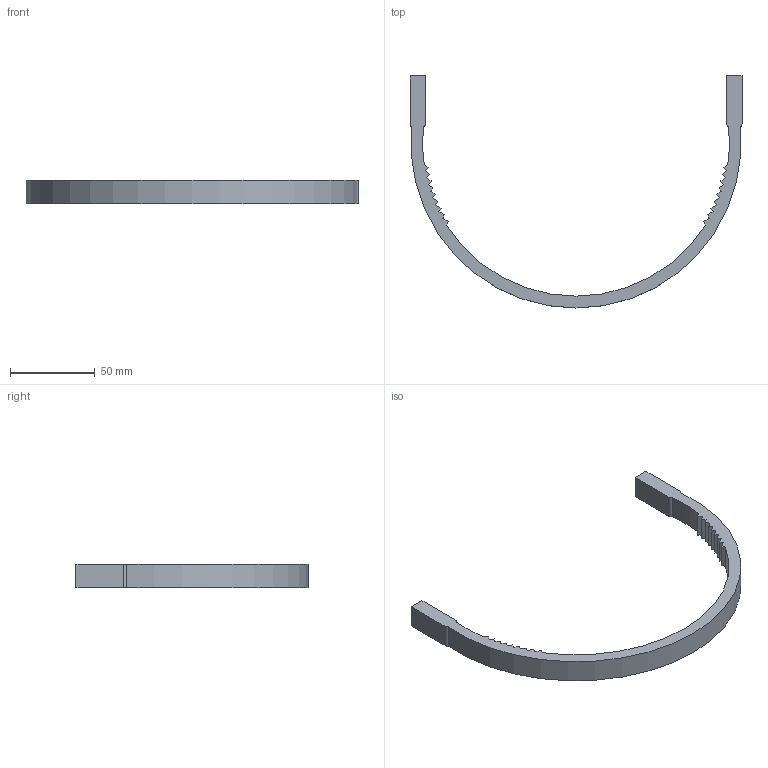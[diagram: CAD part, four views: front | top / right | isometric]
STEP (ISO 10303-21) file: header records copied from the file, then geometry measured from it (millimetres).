
FILE_DESCRIPTION(('STEP AP203'), '1');
FILE_NAME('Headband', '', ('UNSPECIFIED'), ('UNSPECIFIED'), 'C3D Converter', 'C3D Toolkit', '');
FILE_SCHEMA(('CONFIG_CONTROL_DESIGN'));
Length unit declared in the file: millimetre
Bounding box: 196 x 137 x 13.85 mm (x, y, z)
Volume: 38550.7 mm3; surface area: 17130 mm2
Topology: 1 solids, 1 shells, 76 faces, 202 edges, 134 vertices
Faces by surface type: plane 62, cylinder 12, cone 2
Full cylindrical faces by diameter (mm): 3.1 x4
Entity records: 2949 total; most frequent: CARTESIAN_POINT 407, ORIENTED_EDGE 392, DIRECTION 376, EDGE_CURVE 196, LINE 170, VECTOR 170, VERTEX_POINT 134, AXIS2_PLACEMENT_3D 103
